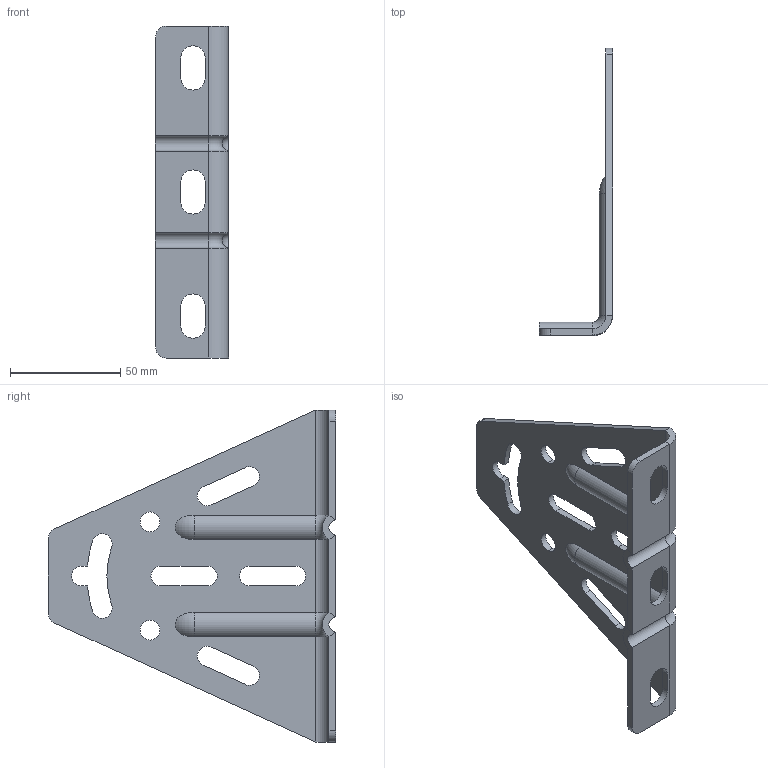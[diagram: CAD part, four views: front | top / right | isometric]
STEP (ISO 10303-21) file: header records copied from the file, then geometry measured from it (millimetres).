
FILE_DESCRIPTION((''),'2;1');
FILE_NAME('740710','2018-11-08T18:51:59',('tomasz.grudniewski'),(''),'CREO PARAMETRIC BY PTC INC, 2018260','CREO PARAMETRIC BY PTC INC, 2018260','');
FILE_SCHEMA(('CONFIG_CONTROL_DESIGN'));
Length unit declared in the file: millimetre
Products named in the file (1): 740710
Bounding box: 33.08 x 130 x 150.29 mm (x, y, z)
Volume: 45575.6 mm3; surface area: 33785.9 mm2
Topology: 1 solids, 1 shells, 86 faces, 224 edges, 140 vertices
Faces by surface type: cylinder 42, plane 36, torus 8
Entity records: 2770 total; most frequent: CARTESIAN_POINT 518, DIRECTION 480, ORIENTED_EDGE 448, EDGE_CURVE 224, AXIS2_PLACEMENT_3D 174, VERTEX_POINT 140, VECTOR 132, LINE 132
